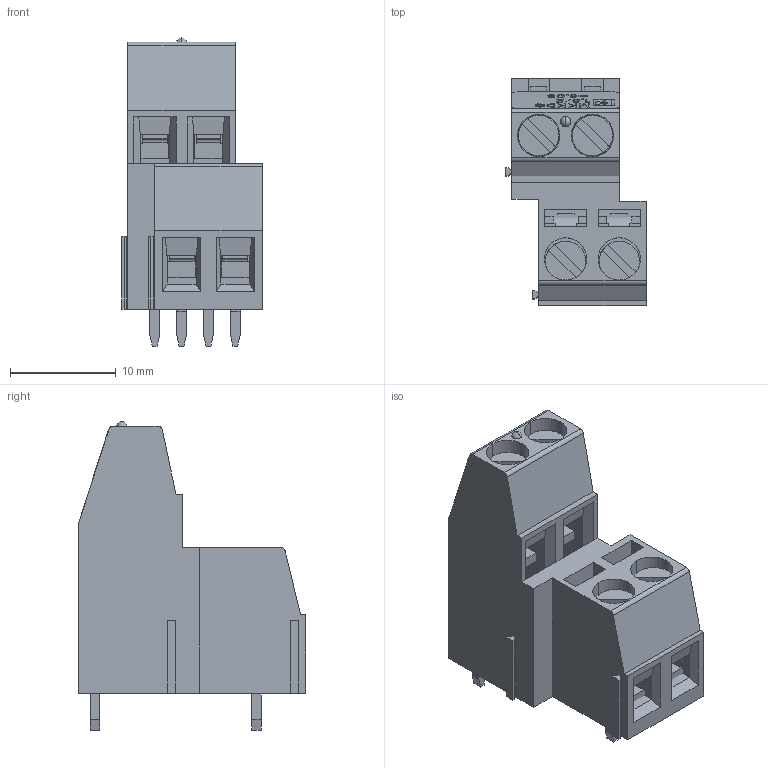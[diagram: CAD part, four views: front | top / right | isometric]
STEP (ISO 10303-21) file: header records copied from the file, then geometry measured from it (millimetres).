
FILE_DESCRIPTION(('Creo Elements/Direct Modeling STEP Export'),'2;1');
FILE_NAME('model.stp','2018-04-25T 8:02:05',(''),(''),'Creo Elements/Direct Modeling STEP processor for AP214 (Solid Model)','Creo Elements/Direct Modeling 18.1I 14-Aug-2016 (C) Parametric Technology GmbH','');
FILE_SCHEMA(('AUTOMOTIVE_DESIGN { 1 0 10303 214 1 1 1 1 }'));
Length unit declared in the file: millimetre
Products named in the file (8): MKKDS_1.5-2-5.08; LP_MKDS_1_5_3_5; LP_MKKDS_1_5_DRST.1; KK_MKDS_1_5; AC_MKDS_1_5_Laengsschlitz; KK_MKDS_1_5.1; AC_MKDS_1_5_Laengsschlitz.1.1
Assembly tree (13 placements, depth 2):
  MKKDS_1.5-2-5.08
    LP_MKDS_1_5_3_5  x2
    KK_MKDS_1_5.1  x2
    AC_MKDS_1_5_Laengsschlitz.1.1  x2
    LP_MKKDS_1_5_DRST.1  x2
    KK_MKDS_1_5  x2
    AC_MKDS_1_5_Laengsschlitz  x2
    MKKDS_1.5-2-5.08
Bounding box: 13.27 x 21.48 x 29.15 mm (x, y, z)
Volume: 2463 mm3; surface area: 5376.9 mm2
Topology: 13 solids, 13 shells, 1000 faces, 2806 edges, 1853 vertices
Faces by surface type: plane 908, cylinder 73, extrusion 17, sphere 2
Entity records: 35263 total; most frequent: CARTESIAN_POINT 5493, ORIENTED_EDGE 4952, DIRECTION 4197, EDGE_CURVE 2476, VECTOR 2321, LINE 2304, VERTEX_POINT 1641, AXIS2_PLACEMENT_3D 938
